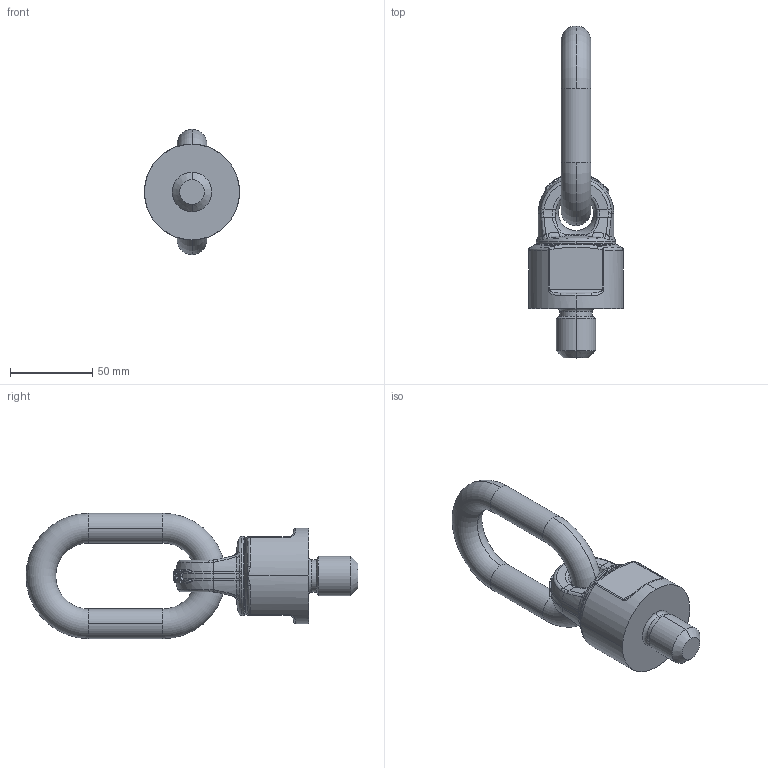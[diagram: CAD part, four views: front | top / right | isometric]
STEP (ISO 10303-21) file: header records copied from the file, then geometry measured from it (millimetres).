
FILE_DESCRIPTION(('STEP AP214'),'1');
FILE_NAME('c8000302430.stp','2018-01-22T13:30:48',('TraceParts'),('TraceParts S.A.'),'Spatial InterOp 3D',' ',' ');
FILE_SCHEMA(('automotive_design'));
Length unit declared in the file: millimetre
Products named in the file (3): c8000302430_1; c8000302430_2; c8000302430_3
Bounding box: 57.51 x 201.25 x 76 mm (x, y, z)
Volume: 202840.2 mm3; surface area: 42356.9 mm2
Topology: 3 solids, 3 shells, 375 faces, 1034 edges, 656 vertices
Faces by surface type: bspline 143, plane 80, cylinder 62, cone 44, sphere 26, torus 20
Entity records: 23042 total; most frequent: CARTESIAN_POINT 11326, ORIENTED_EDGE 2052, DIRECTION 1587, EDGE_CURVE 1026, AXIS2_PLACEMENT_3D 684, VERTEX_POINT 656, STYLED_ITEM 378, PRESENTATION_STYLE_ASSIGNMENT 378
